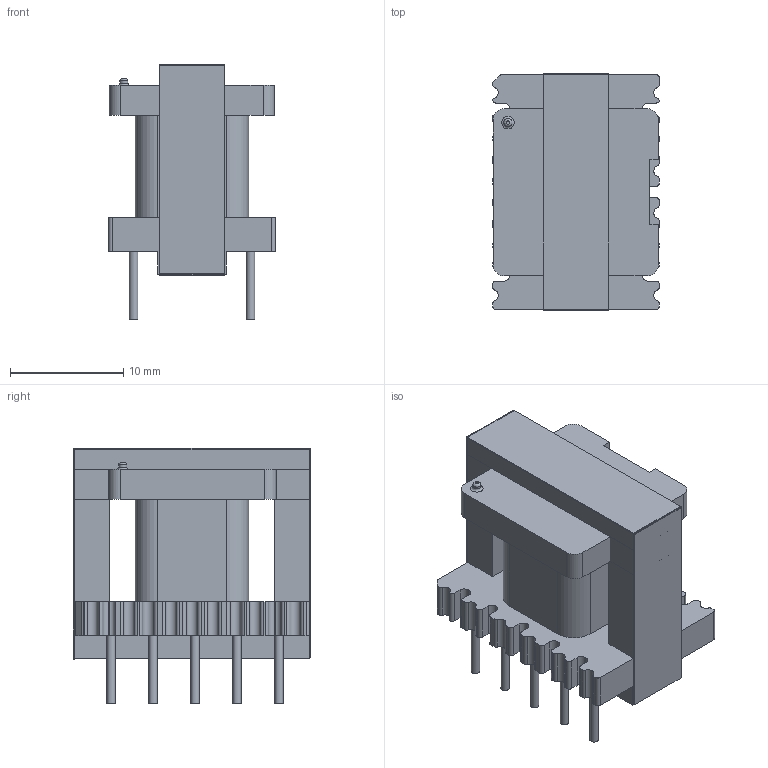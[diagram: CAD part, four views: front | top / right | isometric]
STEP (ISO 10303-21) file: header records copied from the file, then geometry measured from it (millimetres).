
FILE_DESCRIPTION(/* description */ ('','CAx-IF Rec.Pracs.---Representation and Presentation of Product Manufacturing Information (PMI)---4.0---2014-10-13'),/* implementation_level */ '2;1');
FILE_NAME(/* name */ 'EE19_12V2A v8.step',/* time_stamp */ '2025-02-03T14:42:23+06:00',/* author */ (''),/* organization */ (''),/* preprocessor_version */ 'ST-DEVELOPER v20',/* originating_system */ 'Autodesk Translation Framework v13.20.0.188',/* authorisation */ '');
FILE_SCHEMA (('AP242_MANAGED_MODEL_BASED_3D_ENGINEERING_MIM_LF { 1 0 10303 442 1 1 4 }'));
Length unit declared in the file: millimetre
Products named in the file (1): EE19_12V2A
Bounding box: 14.7 x 20.9 x 22.5 mm (x, y, z)
Volume: 3205.2 mm3; surface area: 3677.6 mm2
Topology: 18 solids, 18 shells, 240 faces, 608 edges, 403 vertices
Faces by surface type: plane 144, cylinder 94, torus 1, bspline 1
Full cylindrical faces by diameter (mm): 0.708 x1, 0.75 x7
Entity records: 7305 total; most frequent: DIRECTION 1281, CARTESIAN_POINT 1278, ORIENTED_EDGE 1216, EDGE_CURVE 608, AXIS2_PLACEMENT_3D 433, LINE 415, VECTOR 415, VERTEX_POINT 403
